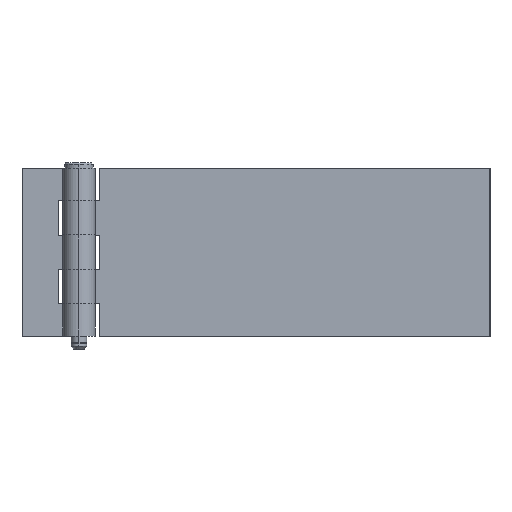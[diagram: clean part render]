
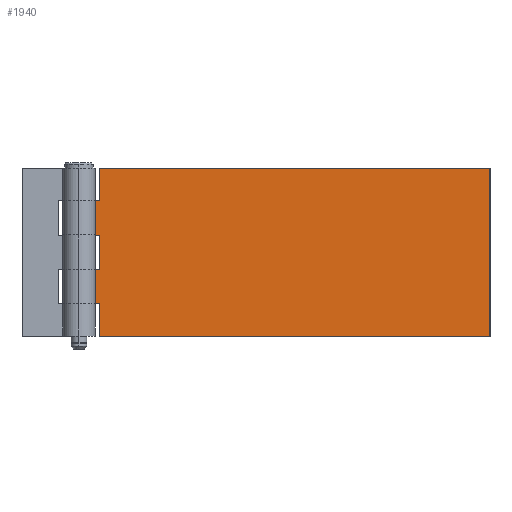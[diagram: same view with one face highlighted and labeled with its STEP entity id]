
A CAD part, top view. The second image highlights one B-rep face of the part: STEP entity #1940.
In plain terms, the highlighted face is planar.
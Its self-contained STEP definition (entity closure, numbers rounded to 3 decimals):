
#92 = VERTEX_POINT ( 'NONE', #444 ) ;
#107 = EDGE_CURVE ( 'NONE', #92, #108, #424, .T. ) ;
#108 = VERTEX_POINT ( 'NONE', #420 ) ;
#160 = VERTEX_POINT ( 'NONE', #666 ) ;
#164 = VERTEX_POINT ( 'NONE', #691 ) ;
#168 = EDGE_CURVE ( 'NONE', #164, #160, #814, .T. ) ;
#347 = VERTEX_POINT ( 'NONE', #1086 ) ;
#349 = EDGE_CURVE ( 'NONE', #356, #347, #1085, .T. ) ;
#354 = EDGE_CURVE ( 'NONE', #362, #355, #1076, .T. ) ;
#355 = VERTEX_POINT ( 'NONE', #1072 ) ;
#356 = VERTEX_POINT ( 'NONE', #1071 ) ;
#362 = VERTEX_POINT ( 'NONE', #998 ) ;
#420 = CARTESIAN_POINT ( 'NONE',  ( 5.455, 12.625, 3.05 ) ) ;
#421 = DIRECTION ( 'NONE',  ( 0., -1., 0. ) ) ;
#422 = VECTOR ( 'NONE', #421, 1000. ) ;
#423 = CARTESIAN_POINT ( 'NONE',  ( 5.455, 65., 3.05 ) ) ;
#424 = LINE ( 'NONE', #423, #422 ) ;
#444 = CARTESIAN_POINT ( 'NONE',  ( 5.455, 25.875, 3.05 ) ) ;
#666 = CARTESIAN_POINT ( 'NONE',  ( 8., 65., 3.05 ) ) ;
#691 = CARTESIAN_POINT ( 'NONE',  ( 159., 65., 3.05 ) ) ;
#811 = DIRECTION ( 'NONE',  ( -1., 0., 0. ) ) ;
#812 = VECTOR ( 'NONE', #811, 1000. ) ;
#813 = CARTESIAN_POINT ( 'NONE',  ( 159., 65., 3.05 ) ) ;
#814 = LINE ( 'NONE', #813, #812 ) ;
#998 = CARTESIAN_POINT ( 'NONE',  ( 5.455, 52.375, 3.05 ) ) ;
#1071 = CARTESIAN_POINT ( 'NONE',  ( 159., 0., 3.05 ) ) ;
#1072 = CARTESIAN_POINT ( 'NONE',  ( 5.455, 39.125, 3.05 ) ) ;
#1073 = DIRECTION ( 'NONE',  ( 0., -1., 0. ) ) ;
#1074 = VECTOR ( 'NONE', #1073, 1000. ) ;
#1075 = CARTESIAN_POINT ( 'NONE',  ( 5.455, 65., 3.05 ) ) ;
#1076 = LINE ( 'NONE', #1075, #1074 ) ;
#1082 = DIRECTION ( 'NONE',  ( -1., 0., 0. ) ) ;
#1083 = VECTOR ( 'NONE', #1082, 1000. ) ;
#1084 = CARTESIAN_POINT ( 'NONE',  ( 159., 0., 3.05 ) ) ;
#1085 = LINE ( 'NONE', #1084, #1083 ) ;
#1086 = CARTESIAN_POINT ( 'NONE',  ( 8., 0., 3.05 ) ) ;
#1177 = CARTESIAN_POINT ( 'NONE',  ( 8., 52.375, 3.05 ) ) ;
#1178 = DIRECTION ( 'NONE',  ( 1., 0., 0. ) ) ;
#1179 = VECTOR ( 'NONE', #1178, 1000. ) ;
#1180 = CARTESIAN_POINT ( 'NONE',  ( 159., 52.375, 3.05 ) ) ;
#1181 = LINE ( 'NONE', #1180, #1179 ) ;
#1223 = VECTOR ( 'NONE', #1232, 1000. ) ;
#1224 = CARTESIAN_POINT ( 'NONE',  ( 159., 65., 3.05 ) ) ;
#1225 = LINE ( 'NONE', #1224, #1223 ) ;
#1228 = DIRECTION ( 'NONE',  ( 0., 1., 0. ) ) ;
#1229 = VECTOR ( 'NONE', #1228, 1000. ) ;
#1230 = CARTESIAN_POINT ( 'NONE',  ( 8., 65., 3.05 ) ) ;
#1231 = LINE ( 'NONE', #1230, #1229 ) ;
#1232 = DIRECTION ( 'NONE',  ( 0., -1., 0. ) ) ;
#1280 = CARTESIAN_POINT ( 'NONE',  ( 8., 12.625, 3.05 ) ) ;
#1283 = DIRECTION ( 'NONE',  ( 0., 1., 0. ) ) ;
#1284 = VECTOR ( 'NONE', #1283, 1000. ) ;
#1285 = CARTESIAN_POINT ( 'NONE',  ( 8., 65., 3.05 ) ) ;
#1286 = LINE ( 'NONE', #1285, #1284 ) ;
#1301 = DIRECTION ( 'NONE',  ( -1., 0., 0. ) ) ;
#1302 = VECTOR ( 'NONE', #1301, 1000. ) ;
#1303 = CARTESIAN_POINT ( 'NONE',  ( 159., 12.625, 3.05 ) ) ;
#1304 = LINE ( 'NONE', #1303, #1302 ) ;
#1312 = CARTESIAN_POINT ( 'NONE',  ( 159., 65., 3.05 ) ) ;
#1338 = DIRECTION ( 'NONE',  ( 1., 0., 0. ) ) ;
#1339 = DIRECTION ( 'NONE',  ( 0., 0., 1. ) ) ;
#1404 = AXIS2_PLACEMENT_3D ( 'NONE', #1312, #1339, #1338 ) ;
#1405 = PLANE ( 'NONE',  #1404 ) ;
#1406 = FACE_OUTER_BOUND ( 'NONE', #1812, .T. ) ;
#1409 = DIRECTION ( 'NONE',  ( 1., 0., 0. ) ) ;
#1410 = VECTOR ( 'NONE', #1409, 1000. ) ;
#1411 = CARTESIAN_POINT ( 'NONE',  ( 159., 25.875, 3.05 ) ) ;
#1412 = LINE ( 'NONE', #1411, #1410 ) ;
#1413 = CARTESIAN_POINT ( 'NONE',  ( 8., 39.125, 3.05 ) ) ;
#1414 = DIRECTION ( 'NONE',  ( 0., 1., 0. ) ) ;
#1415 = VECTOR ( 'NONE', #1414, 1000. ) ;
#1416 = DIRECTION ( 'NONE',  ( -1., 0., 0. ) ) ;
#1417 = VECTOR ( 'NONE', #1416, 1000. ) ;
#1418 = CARTESIAN_POINT ( 'NONE',  ( 159., 39.125, 3.05 ) ) ;
#1419 = CARTESIAN_POINT ( 'NONE',  ( 8., 25.875, 3.05 ) ) ;
#1420 = CARTESIAN_POINT ( 'NONE',  ( 8., 65., 3.05 ) ) ;
#1421 = LINE ( 'NONE', #1420, #1415 ) ;
#1422 = LINE ( 'NONE', #1418, #1417 ) ;
#1812 = EDGE_LOOP ( 'NONE', ( #1941, #1950, #1944, #1845, #1949, #1841, #1844, #1815, #1907, #1908, #1909, #1912 ) ) ;
#1813 = EDGE_CURVE ( 'NONE', #164, #356, #1225, .T. ) ;
#1814 = EDGE_CURVE ( 'NONE', #1843, #160, #1231, .T. ) ;
#1815 = ORIENTED_EDGE ( 'NONE', *, *, #168, .F. ) ;
#1841 = ORIENTED_EDGE ( 'NONE', *, *, #1842, .T. ) ;
#1842 = EDGE_CURVE ( 'NONE', #362, #1843, #1181, .T. ) ;
#1843 = VERTEX_POINT ( 'NONE', #1177 ) ;
#1844 = ORIENTED_EDGE ( 'NONE', *, *, #1814, .T. ) ;
#1845 = ORIENTED_EDGE ( 'NONE', *, *, #1948, .T. ) ;
#1907 = ORIENTED_EDGE ( 'NONE', *, *, #1813, .T. ) ;
#1908 = ORIENTED_EDGE ( 'NONE', *, *, #349, .T. ) ;
#1909 = ORIENTED_EDGE ( 'NONE', *, *, #1910, .T. ) ;
#1910 = EDGE_CURVE ( 'NONE', #347, #1911, #1286, .T. ) ;
#1911 = VERTEX_POINT ( 'NONE', #1280 ) ;
#1912 = ORIENTED_EDGE ( 'NONE', *, *, #1913, .T. ) ;
#1913 = EDGE_CURVE ( 'NONE', #1911, #108, #1304, .T. ) ;
#1940 = ADVANCED_FACE ( 'NONE', ( #1406 ), #1405, .F. ) ;
#1941 = ORIENTED_EDGE ( 'NONE', *, *, #107, .F. ) ;
#1943 = VERTEX_POINT ( 'NONE', #1419 ) ;
#1944 = ORIENTED_EDGE ( 'NONE', *, *, #1945, .T. ) ;
#1945 = EDGE_CURVE ( 'NONE', #1943, #1946, #1421, .T. ) ;
#1946 = VERTEX_POINT ( 'NONE', #1413 ) ;
#1948 = EDGE_CURVE ( 'NONE', #1946, #355, #1422, .T. ) ;
#1949 = ORIENTED_EDGE ( 'NONE', *, *, #354, .F. ) ;
#1950 = ORIENTED_EDGE ( 'NONE', *, *, #1951, .T. ) ;
#1951 = EDGE_CURVE ( 'NONE', #92, #1943, #1412, .T. ) ;
